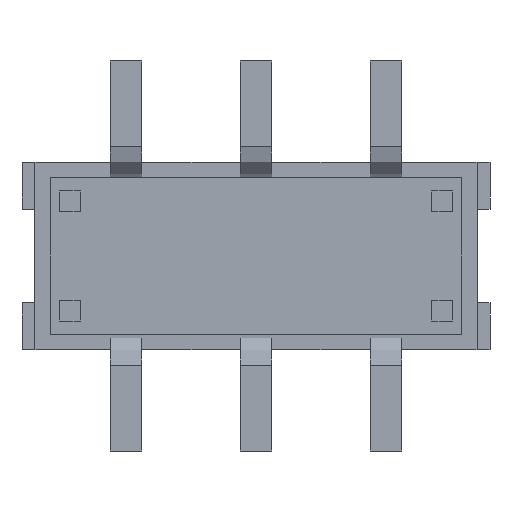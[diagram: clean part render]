
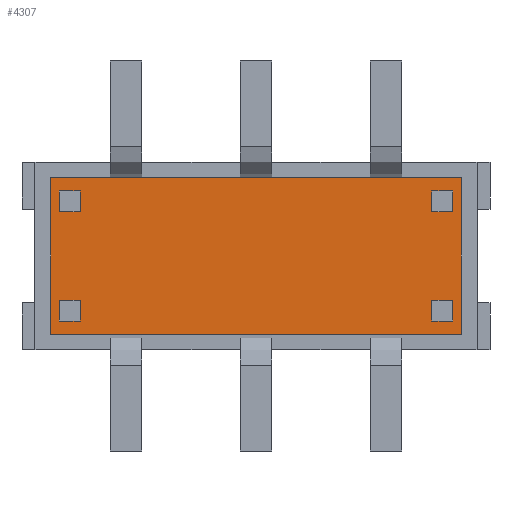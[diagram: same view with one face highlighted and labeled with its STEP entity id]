
A CAD part, front view. The second image highlights one B-rep face of the part: STEP entity #4307.
In plain terms, the highlighted planar face has unit normal (0, -1, 0).
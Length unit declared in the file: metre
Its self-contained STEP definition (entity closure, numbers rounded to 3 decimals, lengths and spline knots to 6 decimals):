
#14=FACE_BOUND('',#485,.T.);
#15=FACE_BOUND('',#486,.T.);
#16=FACE_BOUND('',#487,.T.);
#17=FACE_BOUND('',#488,.T.);
#253=FACE_OUTER_BOUND('',#484,.T.);
#484=EDGE_LOOP('',(#2955,#2956,#2957,#2958));
#485=EDGE_LOOP('',(#2959,#2960,#2961,#2962));
#486=EDGE_LOOP('',(#2963,#2964,#2965,#2966));
#487=EDGE_LOOP('',(#2967,#2968,#2969,#2970));
#488=EDGE_LOOP('',(#2971,#2972,#2973,#2974));
#727=LINE('',#5905,#1264);
#785=LINE('',#6109,#1322);
#793=LINE('',#6130,#1330);
#794=LINE('',#6132,#1331);
#795=LINE('',#6134,#1332);
#796=LINE('',#6135,#1333);
#797=LINE('',#6138,#1334);
#798=LINE('',#6139,#1335);
#799=LINE('',#6140,#1336);
#800=LINE('',#6143,#1337);
#801=LINE('',#6145,#1338);
#802=LINE('',#6147,#1339);
#803=LINE('',#6148,#1340);
#804=LINE('',#6151,#1341);
#805=LINE('',#6153,#1342);
#806=LINE('',#6155,#1343);
#807=LINE('',#6156,#1344);
#808=LINE('',#6158,#1345);
#809=LINE('',#6160,#1346);
#810=LINE('',#6161,#1347);
#1264=VECTOR('',#4809,1.);
#1322=VECTOR('',#4909,1.);
#1330=VECTOR('',#4927,1.);
#1331=VECTOR('',#4928,1.);
#1332=VECTOR('',#4929,1.);
#1333=VECTOR('',#4930,1.);
#1334=VECTOR('',#4931,1.);
#1335=VECTOR('',#4932,1.);
#1336=VECTOR('',#4933,1.);
#1337=VECTOR('',#4934,1.);
#1338=VECTOR('',#4935,1.);
#1339=VECTOR('',#4936,1.);
#1340=VECTOR('',#4937,1.);
#1341=VECTOR('',#4938,1.);
#1342=VECTOR('',#4939,1.);
#1343=VECTOR('',#4940,1.);
#1344=VECTOR('',#4941,1.);
#1345=VECTOR('',#4942,1.);
#1346=VECTOR('',#4943,1.);
#1347=VECTOR('',#4944,1.);
#1844=VERTEX_POINT('',#5898);
#1847=VERTEX_POINT('',#5903);
#1907=VERTEX_POINT('',#6102);
#1910=VERTEX_POINT('',#6107);
#1917=VERTEX_POINT('',#6128);
#1918=VERTEX_POINT('',#6129);
#1919=VERTEX_POINT('',#6131);
#1920=VERTEX_POINT('',#6133);
#1921=VERTEX_POINT('',#6136);
#1922=VERTEX_POINT('',#6137);
#1923=VERTEX_POINT('',#6141);
#1924=VERTEX_POINT('',#6142);
#1925=VERTEX_POINT('',#6144);
#1926=VERTEX_POINT('',#6146);
#1927=VERTEX_POINT('',#6149);
#1928=VERTEX_POINT('',#6150);
#1929=VERTEX_POINT('',#6152);
#1930=VERTEX_POINT('',#6154);
#1931=VERTEX_POINT('',#6157);
#1932=VERTEX_POINT('',#6159);
#2257=EDGE_CURVE('',#1847,#1844,#727,.T.);
#2322=EDGE_CURVE('',#1910,#1907,#785,.T.);
#2331=EDGE_CURVE('',#1917,#1918,#793,.T.);
#2332=EDGE_CURVE('',#1919,#1917,#794,.T.);
#2333=EDGE_CURVE('',#1920,#1919,#795,.T.);
#2334=EDGE_CURVE('',#1918,#1920,#796,.T.);
#2335=EDGE_CURVE('',#1921,#1922,#797,.T.);
#2336=EDGE_CURVE('',#1907,#1921,#798,.T.);
#2337=EDGE_CURVE('',#1922,#1910,#799,.T.);
#2338=EDGE_CURVE('',#1923,#1924,#800,.T.);
#2339=EDGE_CURVE('',#1925,#1923,#801,.T.);
#2340=EDGE_CURVE('',#1926,#1925,#802,.T.);
#2341=EDGE_CURVE('',#1924,#1926,#803,.T.);
#2342=EDGE_CURVE('',#1927,#1928,#804,.T.);
#2343=EDGE_CURVE('',#1929,#1927,#805,.T.);
#2344=EDGE_CURVE('',#1930,#1929,#806,.T.);
#2345=EDGE_CURVE('',#1928,#1930,#807,.T.);
#2346=EDGE_CURVE('',#1931,#1847,#808,.T.);
#2347=EDGE_CURVE('',#1932,#1931,#809,.T.);
#2348=EDGE_CURVE('',#1844,#1932,#810,.T.);
#2955=ORIENTED_EDGE('',*,*,#2331,.F.);
#2956=ORIENTED_EDGE('',*,*,#2332,.F.);
#2957=ORIENTED_EDGE('',*,*,#2333,.F.);
#2958=ORIENTED_EDGE('',*,*,#2334,.F.);
#2959=ORIENTED_EDGE('',*,*,#2335,.F.);
#2960=ORIENTED_EDGE('',*,*,#2336,.F.);
#2961=ORIENTED_EDGE('',*,*,#2322,.F.);
#2962=ORIENTED_EDGE('',*,*,#2337,.F.);
#2963=ORIENTED_EDGE('',*,*,#2338,.F.);
#2964=ORIENTED_EDGE('',*,*,#2339,.F.);
#2965=ORIENTED_EDGE('',*,*,#2340,.F.);
#2966=ORIENTED_EDGE('',*,*,#2341,.F.);
#2967=ORIENTED_EDGE('',*,*,#2342,.F.);
#2968=ORIENTED_EDGE('',*,*,#2343,.F.);
#2969=ORIENTED_EDGE('',*,*,#2344,.F.);
#2970=ORIENTED_EDGE('',*,*,#2345,.F.);
#2971=ORIENTED_EDGE('',*,*,#2257,.F.);
#2972=ORIENTED_EDGE('',*,*,#2346,.F.);
#2973=ORIENTED_EDGE('',*,*,#2347,.F.);
#2974=ORIENTED_EDGE('',*,*,#2348,.F.);
#4112=PLANE('',#4556);
#4307=ADVANCED_FACE('',(#253,#14,#15,#16,#17),#4112,.F.);
#4556=AXIS2_PLACEMENT_3D('',#6127,#4925,#4926);
#4809=DIRECTION('',(0.,0.,-1.));
#4909=DIRECTION('',(0.,0.,-1.));
#4925=DIRECTION('center_axis',(0.,1.,0.));
#4926=DIRECTION('ref_axis',(1.,0.,0.));
#4927=DIRECTION('',(1.,0.,0.));
#4928=DIRECTION('',(0.,0.,1.));
#4929=DIRECTION('',(-1.,0.,0.));
#4930=DIRECTION('',(0.,0.,-1.));
#4931=DIRECTION('',(0.,0.,1.));
#4932=DIRECTION('',(1.,0.,0.));
#4933=DIRECTION('',(-1.,0.,0.));
#4934=DIRECTION('',(-1.,0.,0.));
#4935=DIRECTION('',(0.,0.,1.));
#4936=DIRECTION('',(1.,0.,0.));
#4937=DIRECTION('',(0.,0.,-1.));
#4938=DIRECTION('',(1.,0.,0.));
#4939=DIRECTION('',(0.,0.,-1.));
#4940=DIRECTION('',(-1.,0.,0.));
#4941=DIRECTION('',(0.,0.,1.));
#4942=DIRECTION('',(-1.,0.,0.));
#4943=DIRECTION('',(0.,0.,1.));
#4944=DIRECTION('',(1.,0.,0.));
#5898=CARTESIAN_POINT('',(0.00338,0.,0.00085));
#5903=CARTESIAN_POINT('',(0.00338,0.,0.00125));
#5905=CARTESIAN_POINT('',(0.00338,0.,0.00125));
#6102=CARTESIAN_POINT('',(-0.00378,0.,-0.00125));
#6107=CARTESIAN_POINT('',(-0.00378,0.,-0.00085));
#6109=CARTESIAN_POINT('',(-0.00378,0.,-0.00085));
#6127=CARTESIAN_POINT('Origin',(0.,0.,0.));
#6128=CARTESIAN_POINT('',(-0.00395,0.,0.0015));
#6129=CARTESIAN_POINT('',(0.00395,0.,0.0015));
#6130=CARTESIAN_POINT('',(-0.00395,0.,0.0015));
#6131=CARTESIAN_POINT('',(-0.00395,0.,-0.0015));
#6132=CARTESIAN_POINT('',(-0.00395,0.,-0.0015));
#6133=CARTESIAN_POINT('',(0.00395,0.,-0.0015));
#6134=CARTESIAN_POINT('',(0.00395,0.,-0.0015));
#6135=CARTESIAN_POINT('',(0.00395,0.,0.0015));
#6136=CARTESIAN_POINT('',(-0.00338,0.,-0.00125));
#6137=CARTESIAN_POINT('',(-0.00338,0.,-0.00085));
#6138=CARTESIAN_POINT('',(-0.00338,0.,-0.00125));
#6139=CARTESIAN_POINT('',(-0.00378,0.,-0.00125));
#6140=CARTESIAN_POINT('',(-0.00338,0.,-0.00085));
#6141=CARTESIAN_POINT('',(0.00378,0.,-0.00085));
#6142=CARTESIAN_POINT('',(0.00338,0.,-0.00085));
#6143=CARTESIAN_POINT('',(0.00378,0.,-0.00085));
#6144=CARTESIAN_POINT('',(0.00378,0.,-0.00125));
#6145=CARTESIAN_POINT('',(0.00378,0.,-0.00125));
#6146=CARTESIAN_POINT('',(0.00338,0.,-0.00125));
#6147=CARTESIAN_POINT('',(0.00338,0.,-0.00125));
#6148=CARTESIAN_POINT('',(0.00338,0.,-0.00085));
#6149=CARTESIAN_POINT('',(-0.00378,0.,0.00085));
#6150=CARTESIAN_POINT('',(-0.00338,0.,0.00085));
#6151=CARTESIAN_POINT('',(-0.00378,0.,0.00085));
#6152=CARTESIAN_POINT('',(-0.00378,0.,0.00125));
#6153=CARTESIAN_POINT('',(-0.00378,0.,0.00125));
#6154=CARTESIAN_POINT('',(-0.00338,0.,0.00125));
#6155=CARTESIAN_POINT('',(-0.00338,0.,0.00125));
#6156=CARTESIAN_POINT('',(-0.00338,0.,0.00085));
#6157=CARTESIAN_POINT('',(0.00378,0.,0.00125));
#6158=CARTESIAN_POINT('',(0.00378,0.,0.00125));
#6159=CARTESIAN_POINT('',(0.00378,0.,0.00085));
#6160=CARTESIAN_POINT('',(0.00378,0.,0.00085));
#6161=CARTESIAN_POINT('',(0.00338,0.,0.00085));
